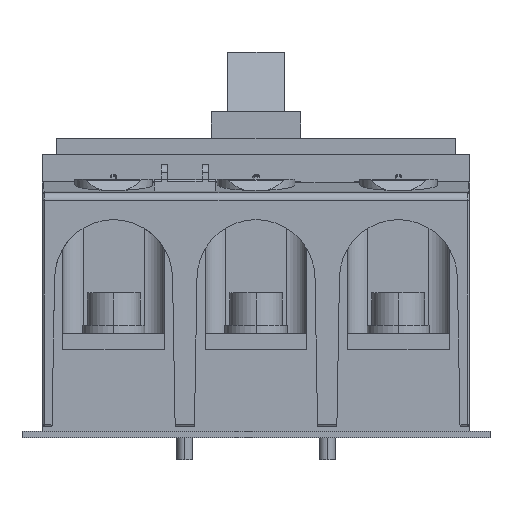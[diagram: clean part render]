
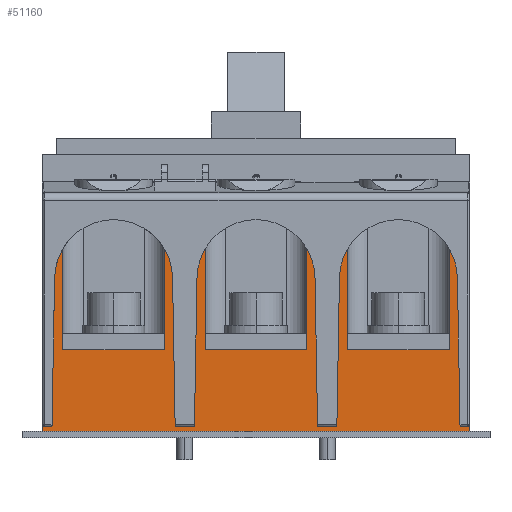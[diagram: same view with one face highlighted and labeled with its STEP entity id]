
A CAD part, front view. The second image highlights one B-rep face of the part: STEP entity #51160.
In plain terms, the highlighted planar face has unit normal (0, -1, 0).
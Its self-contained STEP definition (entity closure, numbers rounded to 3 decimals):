
#18400=CARTESIAN_POINT('',(31.406,270.252,
-86.519));
#18410=VERTEX_POINT('',#18400);
#18440=CARTESIAN_POINT('',(31.406,270.252,0.));
#18450=DIRECTION('',(0.,0.,1.));
#18460=VECTOR('',#18450,1.);
#18470=LINE('',#18440,#18460);
#18480=CARTESIAN_POINT('',(31.406,270.252,
-87.995));
#18490=VERTEX_POINT('',#18480);
#18500=EDGE_CURVE('',#18490,#18410,#18470,.T.);
#21430=CARTESIAN_POINT('',(0.,270.252,-34.995));
#21440=DIRECTION('',(1.,0.,0.));
#21450=VECTOR('',#21440,1.);
#21460=LINE('',#21430,#21450);
#21470=CARTESIAN_POINT('',(71.406,270.252,
-34.995));
#21480=VERTEX_POINT('',#21470);
#21490=CARTESIAN_POINT('',(71.906,270.252,
-34.995));
#21500=VERTEX_POINT('',#21490);
#21510=EDGE_CURVE('',#21480,#21500,#21460,.T.);
#30380=CARTESIAN_POINT('',(61.406,270.252,
-67.995));
#30390=VERTEX_POINT('',#30380);
#30420=CARTESIAN_POINT('',(0.,270.252,-67.995));
#30430=DIRECTION('',(1.,0.,0.));
#30440=VECTOR('',#30430,1.);
#30450=LINE('',#30420,#30440);
#30460=CARTESIAN_POINT('',(36.406,270.252,
-67.995));
#30470=VERTEX_POINT('',#30460);
#30480=EDGE_CURVE('',#30470,#30390,#30450,.T.);
#32720=CARTESIAN_POINT('',(95.906,270.252,
-34.995));
#32730=VERTEX_POINT('',#32720);
#32740=CARTESIAN_POINT('',(96.406,270.252,
-34.995));
#32750=VERTEX_POINT('',#32740);
#32760=EDGE_CURVE('',#32730,#32750,#21460,.T.);
#39890=CARTESIAN_POINT('',(36.906,270.252,0.));
#39900=DIRECTION('',(0.,0.,-1.));
#39910=VECTOR('',#39900,1.);
#39920=LINE('',#39890,#39910);
#39930=CARTESIAN_POINT('',(36.906,270.252,
-30.709));
#39940=VERTEX_POINT('',#39930);
#39950=CARTESIAN_POINT('',(36.906,270.252,
-34.995));
#39960=VERTEX_POINT('',#39950);
#39970=EDGE_CURVE('',#39940,#39960,#39920,.T.);
#40800=CARTESIAN_POINT('',(95.906,270.252,0.));
#40810=DIRECTION('',(0.,0.,1.));
#40820=VECTOR('',#40810,1.);
#40830=LINE('',#40800,#40820);
#40840=CARTESIAN_POINT('',(95.906,270.252,
-30.709));
#40850=VERTEX_POINT('',#40840);
#40860=EDGE_CURVE('',#32730,#40850,#40830,.T.);
#41400=CARTESIAN_POINT('',(60.906,270.252,
-30.709));
#41410=VERTEX_POINT('',#41400);
#41440=CARTESIAN_POINT('',(60.906,270.252,0.));
#41450=DIRECTION('',(0.,0.,1.));
#41460=VECTOR('',#41450,1.);
#41470=LINE('',#41440,#41460);
#41480=CARTESIAN_POINT('',(60.906,270.252,
-34.995));
#41490=VERTEX_POINT('',#41480);
#41500=EDGE_CURVE('',#41490,#41410,#41470,.T.);
#41870=CARTESIAN_POINT('',(135.211,270.252,
-30.709));
#41880=VERTEX_POINT('',#41870);
#41910=CARTESIAN_POINT('',(0.,270.252,-30.709));
#41920=DIRECTION('',(-1.,0.,0.));
#41930=VECTOR('',#41920,1.);
#41940=LINE('',#41910,#41930);
#41950=CARTESIAN_POINT('',(130.906,270.252,
-30.709));
#41960=VERTEX_POINT('',#41950);
#41970=EDGE_CURVE('',#41880,#41960,#41940,.T.);
#42610=CARTESIAN_POINT('',(71.406,270.252,
-67.995));
#42620=VERTEX_POINT('',#42610);
#42670=CARTESIAN_POINT('',(71.406,270.252,0.));
#42680=DIRECTION('',(0.,0.,1.));
#42690=VECTOR('',#42680,1.);
#42700=LINE('',#42670,#42690);
#42710=EDGE_CURVE('',#42620,#21480,#42700,.T.);
#44380=CARTESIAN_POINT('',(130.906,270.252,0.));
#44390=DIRECTION('',(0.,0.,1.));
#44400=VECTOR('',#44390,1.);
#44410=LINE('',#44380,#44400);
#44420=CARTESIAN_POINT('',(130.906,270.252,
-34.995));
#44430=VERTEX_POINT('',#44420);
#44440=EDGE_CURVE('',#44430,#41960,#44410,.T.);
#44850=CARTESIAN_POINT('',(131.406,270.252,
-67.995));
#44860=VERTEX_POINT('',#44850);
#44890=CARTESIAN_POINT('',(0.,270.252,-67.995));
#44900=DIRECTION('',(1.,0.,0.));
#44910=VECTOR('',#44900,1.);
#44920=LINE('',#44890,#44910);
#44930=CARTESIAN_POINT('',(106.406,270.252,
-67.995));
#44940=VERTEX_POINT('',#44930);
#44950=EDGE_CURVE('',#44940,#44860,#44920,.T.);
#49660=CARTESIAN_POINT('',(128.906,270.252,
-87.995));
#49670=DIRECTION('',(0.,1.,0.));
#49680=DIRECTION('',(0.,0.,-1.));
#49690=AXIS2_PLACEMENT_3D('',#49660,#49670,#49680);
#49700=PLANE('',#49690);
#49710=ORIENTED_EDGE('',*,*,#40860,.F.);
#49720=CARTESIAN_POINT('',(106.906,270.252,
-30.709));
#49730=VERTEX_POINT('',#49720);
#49740=EDGE_CURVE('',#49730,#40850,#41940,.T.);
#49750=ORIENTED_EDGE('',*,*,#49740,.T.);
#49760=CARTESIAN_POINT('',(106.906,270.252,0.));
#49770=DIRECTION('',(0.,0.,-1.));
#49780=VECTOR('',#49770,1.);
#49790=LINE('',#49760,#49780);
#49800=CARTESIAN_POINT('',(106.906,270.252,
-34.995));
#49810=VERTEX_POINT('',#49800);
#49820=EDGE_CURVE('',#49730,#49810,#49790,.T.);
#49830=ORIENTED_EDGE('',*,*,#49820,.F.);
#49840=CARTESIAN_POINT('',(0.,270.252,-34.995));
#49850=DIRECTION('',(1.,0.,0.));
#49860=VECTOR('',#49850,1.);
#49870=LINE('',#49840,#49860);
#49880=CARTESIAN_POINT('',(106.406,270.252,
-34.995));
#49890=VERTEX_POINT('',#49880);
#49900=EDGE_CURVE('',#49890,#49810,#49870,.T.);
#49910=ORIENTED_EDGE('',*,*,#49900,.T.);
#49920=CARTESIAN_POINT('',(106.406,270.252,0.));
#49930=DIRECTION('',(0.,0.,1.));
#49940=VECTOR('',#49930,1.);
#49950=LINE('',#49920,#49940);
#49960=EDGE_CURVE('',#44940,#49890,#49950,.T.);
#49970=ORIENTED_EDGE('',*,*,#49960,.T.);
#49980=ORIENTED_EDGE('',*,*,#44950,.F.);
#49990=CARTESIAN_POINT('',(131.406,270.252,0.));
#50000=DIRECTION('',(0.,0.,-1.));
#50010=VECTOR('',#50000,1.);
#50020=LINE('',#49990,#50010);
#50030=CARTESIAN_POINT('',(131.406,270.252,
-34.995));
#50040=VERTEX_POINT('',#50030);
#50050=EDGE_CURVE('',#50040,#44860,#50020,.T.);
#50060=ORIENTED_EDGE('',*,*,#50050,.T.);
#50070=EDGE_CURVE('',#44430,#50040,#49870,.T.);
#50080=ORIENTED_EDGE('',*,*,#50070,.T.);
#50090=ORIENTED_EDGE('',*,*,#44440,.F.);
#50100=ORIENTED_EDGE('',*,*,#41970,.T.);
#50110=CARTESIAN_POINT('',(135.748,270.252,0.));
#50120=DIRECTION('',(0.017,0.,1.));
#50130=VECTOR('',#50120,1.);
#50140=LINE('',#50110,#50130);
#50150=CARTESIAN_POINT('',(134.237,270.252,
-86.519));
#50160=VERTEX_POINT('',#50150);
#50170=EDGE_CURVE('',#50160,#41880,#50140,.T.);
#50180=ORIENTED_EDGE('',*,*,#50170,.T.);
#50190=CARTESIAN_POINT('',(141.406,270.252,
-86.519));
#50200=DIRECTION('',(-1.,0.,0.));
#50210=VECTOR('',#50200,1.);
#50220=LINE('',#50190,#50210);
#50230=CARTESIAN_POINT('',(136.406,270.252,
-86.519));
#50240=VERTEX_POINT('',#50230);
#50250=EDGE_CURVE('',#50240,#50160,#50220,.T.);
#50260=ORIENTED_EDGE('',*,*,#50250,.T.);
#50270=CARTESIAN_POINT('',(136.406,270.252,0.));
#50280=DIRECTION('',(0.,0.,1.));
#50290=VECTOR('',#50280,1.);
#50300=LINE('',#50270,#50290);
#50310=CARTESIAN_POINT('',(136.406,270.252,
-87.995));
#50320=VERTEX_POINT('',#50310);
#50330=EDGE_CURVE('',#50320,#50240,#50300,.T.);
#50340=ORIENTED_EDGE('',*,*,#50330,.T.);
#50350=CARTESIAN_POINT('',(0.,270.252,-87.995));
#50360=DIRECTION('',(-1.,0.,0.));
#50370=VECTOR('',#50360,1.);
#50380=LINE('',#50350,#50370);
#50390=EDGE_CURVE('',#50320,#18490,#50380,.T.);
#50400=ORIENTED_EDGE('',*,*,#50390,.F.);
#50410=ORIENTED_EDGE('',*,*,#18500,.F.);
#50420=CARTESIAN_POINT('',(31.406,270.252,
-86.519));
#50430=DIRECTION('',(1.,0.,0.));
#50440=VECTOR('',#50430,1.);
#50450=LINE('',#50420,#50440);
#50460=CARTESIAN_POINT('',(33.777,270.252,
-86.519));
#50470=VERTEX_POINT('',#50460);
#50480=EDGE_CURVE('',#18410,#50470,#50450,.T.);
#50490=ORIENTED_EDGE('',*,*,#50480,.F.);
#50500=CARTESIAN_POINT('',(35.287,270.252,0.));
#50510=DIRECTION('',(-0.017,0.,-1.));
#50520=VECTOR('',#50510,1.);
#50530=LINE('',#50500,#50520);
#50540=CARTESIAN_POINT('',(34.751,270.252,
-30.709));
#50550=VERTEX_POINT('',#50540);
#50560=EDGE_CURVE('',#50550,#50470,#50530,.T.);
#50570=ORIENTED_EDGE('',*,*,#50560,.T.);
#50580=EDGE_CURVE('',#39940,#50550,#41940,.T.);
#50590=ORIENTED_EDGE('',*,*,#50580,.T.);
#50600=ORIENTED_EDGE('',*,*,#39970,.F.);
#50610=CARTESIAN_POINT('',(0.,270.252,-34.995));
#50620=DIRECTION('',(1.,0.,0.));
#50630=VECTOR('',#50620,1.);
#50640=LINE('',#50610,#50630);
#50650=CARTESIAN_POINT('',(36.406,270.252,
-34.995));
#50660=VERTEX_POINT('',#50650);
#50670=EDGE_CURVE('',#50660,#39960,#50640,.T.);
#50680=ORIENTED_EDGE('',*,*,#50670,.T.);
#50690=CARTESIAN_POINT('',(36.406,270.252,0.));
#50700=DIRECTION('',(0.,0.,1.));
#50710=VECTOR('',#50700,1.);
#50720=LINE('',#50690,#50710);
#50730=EDGE_CURVE('',#30470,#50660,#50720,.T.);
#50740=ORIENTED_EDGE('',*,*,#50730,.T.);
#50750=ORIENTED_EDGE('',*,*,#30480,.F.);
#50760=CARTESIAN_POINT('',(61.406,270.252,0.));
#50770=DIRECTION('',(0.,0.,-1.));
#50780=VECTOR('',#50770,1.);
#50790=LINE('',#50760,#50780);
#50800=CARTESIAN_POINT('',(61.406,270.252,
-34.995));
#50810=VERTEX_POINT('',#50800);
#50820=EDGE_CURVE('',#50810,#30390,#50790,.T.);
#50830=ORIENTED_EDGE('',*,*,#50820,.T.);
#50840=EDGE_CURVE('',#41490,#50810,#50640,.T.);
#50850=ORIENTED_EDGE('',*,*,#50840,.T.);
#50860=ORIENTED_EDGE('',*,*,#41500,.F.);
#50870=CARTESIAN_POINT('',(71.906,270.252,
-30.709));
#50880=VERTEX_POINT('',#50870);
#50890=EDGE_CURVE('',#50880,#41410,#41940,.T.);
#50900=ORIENTED_EDGE('',*,*,#50890,.T.);
#50910=CARTESIAN_POINT('',(71.906,270.252,0.));
#50920=DIRECTION('',(0.,0.,-1.));
#50930=VECTOR('',#50920,1.);
#50940=LINE('',#50910,#50930);
#50950=EDGE_CURVE('',#50880,#21500,#50940,.T.);
#50960=ORIENTED_EDGE('',*,*,#50950,.F.);
#50970=ORIENTED_EDGE('',*,*,#21510,.T.);
#50980=ORIENTED_EDGE('',*,*,#42710,.T.);
#50990=CARTESIAN_POINT('',(0.,270.252,-67.995));
#51000=DIRECTION('',(1.,0.,0.));
#51010=VECTOR('',#51000,1.);
#51020=LINE('',#50990,#51010);
#51030=CARTESIAN_POINT('',(96.406,270.252,
-67.995));
#51040=VERTEX_POINT('',#51030);
#51050=EDGE_CURVE('',#42620,#51040,#51020,.T.);
#51060=ORIENTED_EDGE('',*,*,#51050,.F.);
#51070=CARTESIAN_POINT('',(96.406,270.252,0.));
#51080=DIRECTION('',(0.,0.,-1.));
#51090=VECTOR('',#51080,1.);
#51100=LINE('',#51070,#51090);
#51110=EDGE_CURVE('',#32750,#51040,#51100,.T.);
#51120=ORIENTED_EDGE('',*,*,#51110,.T.);
#51130=ORIENTED_EDGE('',*,*,#32760,.T.);
#51140=EDGE_LOOP('',(#51130,#51120,#51060,#50980,#50970,#50960,#50900,
#50860,#50850,#50830,#50750,#50740,#50680,#50600,#50590,#50570,#50490,
#50410,#50400,#50340,#50260,#50180,#50100,#50090,#50080,#50060,#49980,
#49970,#49910,#49830,#49750,#49710));
#51150=FACE_OUTER_BOUND('',#51140,.T.);
#51160=ADVANCED_FACE('',(#51150),#49700,.F.);
